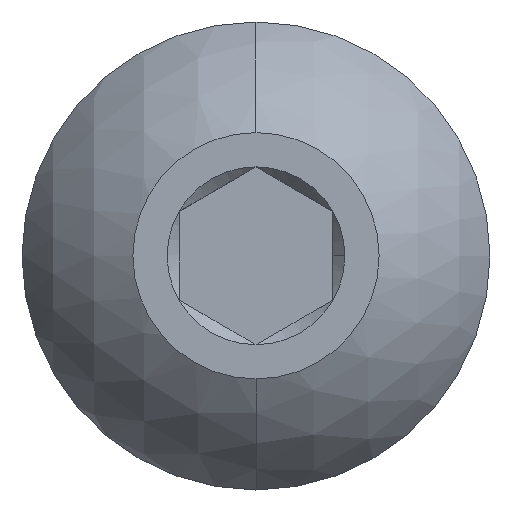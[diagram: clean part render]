
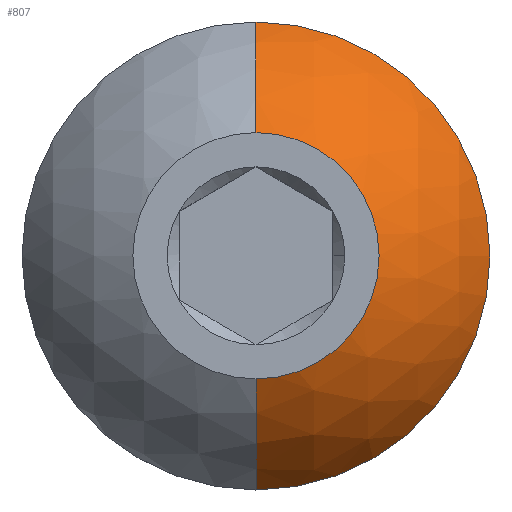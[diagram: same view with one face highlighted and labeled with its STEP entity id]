
A CAD part, top view. The second image highlights one B-rep face of the part: STEP entity #807.
In plain terms, the highlighted spherical face has radius 4.229 mm.
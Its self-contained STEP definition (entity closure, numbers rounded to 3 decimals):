
#32 = ORIENTED_EDGE ( 'NONE', *, *, #891, .T. ) ;
#155 = CARTESIAN_POINT ( 'NONE',  ( 0., -2., 0. ) ) ;
#341 = CIRCLE ( 'NONE', #518, 4.229 ) ;
#430 = VERTEX_POINT ( 'NONE', #2341 ) ;
#495 = AXIS2_PLACEMENT_3D ( 'NONE', #1832, #2115, #2079 ) ;
#518 = AXIS2_PLACEMENT_3D ( 'NONE', #2262, #1664, #3513 ) ;
#525 = CIRCLE ( 'NONE', #3671, 3.8 ) ;
#688 = SPHERICAL_SURFACE ( 'NONE', #1547, 4.229 ) ;
#807 = ADVANCED_FACE ( 'NONE', ( #3480 ), #688, .T. ) ;
#891 = EDGE_CURVE ( 'NONE', #430, #2645, #2133, .T. ) ;
#986 = CARTESIAN_POINT ( 'NONE',  ( 0., 3.8, -1.87 ) ) ;
#1045 = ORIENTED_EDGE ( 'NONE', *, *, #2931, .F. ) ;
#1227 = CARTESIAN_POINT ( 'NONE',  ( 0., 0., -1.87 ) ) ;
#1320 = EDGE_LOOP ( 'NONE', ( #3831, #32, #3827, #1495, #1045 ) ) ;
#1419 = DIRECTION ( 'NONE',  ( -1., 0., 0. ) ) ;
#1424 = CIRCLE ( 'NONE', #495, 2. ) ;
#1484 = CARTESIAN_POINT ( 'NONE',  ( 0., 2., 0. ) ) ;
#1495 = ORIENTED_EDGE ( 'NONE', *, *, #3370, .F. ) ;
#1544 = DIRECTION ( 'NONE',  ( 1., 0., 0. ) ) ;
#1547 = AXIS2_PLACEMENT_3D ( 'NONE', #3397, #1544, #1818 ) ;
#1664 = DIRECTION ( 'NONE',  ( 1., 0., 0. ) ) ;
#1818 = DIRECTION ( 'NONE',  ( 0., -1., 0. ) ) ;
#1819 = DIRECTION ( 'NONE',  ( 1., 0., 0. ) ) ;
#1832 = CARTESIAN_POINT ( 'NONE',  ( 0., 0., 0. ) ) ;
#1884 = CARTESIAN_POINT ( 'NONE',  ( 0., 0., -1.87 ) ) ;
#2079 = DIRECTION ( 'NONE',  ( 1., 0., 0. ) ) ;
#2115 = DIRECTION ( 'NONE',  ( 0., 0., 1. ) ) ;
#2133 = CIRCLE ( 'NONE', #3307, 3.8 ) ;
#2262 = CARTESIAN_POINT ( 'NONE',  ( 0., 0., -3.726 ) ) ;
#2341 = CARTESIAN_POINT ( 'NONE',  ( 3.8, 0., -1.87 ) ) ;
#2502 = VERTEX_POINT ( 'NONE', #3039 ) ;
#2558 = CIRCLE ( 'NONE', #2675, 4.229 ) ;
#2645 = VERTEX_POINT ( 'NONE', #986 ) ;
#2675 = AXIS2_PLACEMENT_3D ( 'NONE', #3281, #1419, #3528 ) ;
#2815 = DIRECTION ( 'NONE',  ( 1., 0., 0. ) ) ;
#2834 = EDGE_CURVE ( 'NONE', #2645, #3340, #341, .T. ) ;
#2931 = EDGE_CURVE ( 'NONE', #2502, #3078, #2558, .T. ) ;
#3039 = CARTESIAN_POINT ( 'NONE',  ( 0., -3.8, -1.87 ) ) ;
#3048 = DIRECTION ( 'NONE',  ( 0., 0., 1. ) ) ;
#3078 = VERTEX_POINT ( 'NONE', #155 ) ;
#3281 = CARTESIAN_POINT ( 'NONE',  ( 0., 0., -3.726 ) ) ;
#3307 = AXIS2_PLACEMENT_3D ( 'NONE', #1884, #3424, #2815 ) ;
#3340 = VERTEX_POINT ( 'NONE', #1484 ) ;
#3370 = EDGE_CURVE ( 'NONE', #3078, #3340, #1424, .T. ) ;
#3397 = CARTESIAN_POINT ( 'NONE',  ( 0., 0., -3.726 ) ) ;
#3424 = DIRECTION ( 'NONE',  ( 0., 0., 1. ) ) ;
#3446 = EDGE_CURVE ( 'NONE', #2502, #430, #525, .T. ) ;
#3480 = FACE_OUTER_BOUND ( 'NONE', #1320, .T. ) ;
#3513 = DIRECTION ( 'NONE',  ( 0., 1., 0. ) ) ;
#3528 = DIRECTION ( 'NONE',  ( 0., -1., 0. ) ) ;
#3671 = AXIS2_PLACEMENT_3D ( 'NONE', #1227, #3048, #1819 ) ;
#3827 = ORIENTED_EDGE ( 'NONE', *, *, #2834, .T. ) ;
#3831 = ORIENTED_EDGE ( 'NONE', *, *, #3446, .T. ) ;
